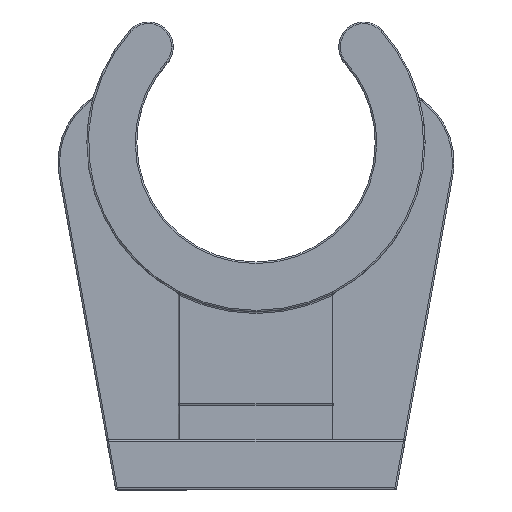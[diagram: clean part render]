
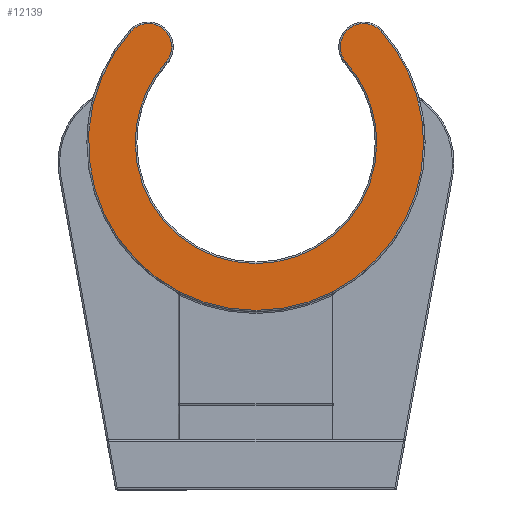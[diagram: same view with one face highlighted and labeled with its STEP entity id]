
A CAD part, top view. The second image highlights one B-rep face of the part: STEP entity #12139.
In plain terms, the highlighted planar face has unit normal (0, 0, 1).
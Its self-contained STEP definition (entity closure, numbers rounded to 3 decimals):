
#38 = VERTEX_POINT ( 'NONE', #7831 ) ;
#389 = CARTESIAN_POINT ( 'NONE',  ( 8.03, 7.147, 6.85 ) ) ;
#859 = CARTESIAN_POINT ( 'NONE',  ( 0., 0., 6.85 ) ) ;
#1130 = DIRECTION ( 'NONE',  ( 1., 0., 0. ) ) ;
#1844 = VERTEX_POINT ( 'NONE', #6359 ) ;
#1886 = AXIS2_PLACEMENT_3D ( 'NONE', #859, #15406, #2301 ) ;
#2261 = DIRECTION ( 'NONE',  ( 1., 0., 0. ) ) ;
#2301 = DIRECTION ( 'NONE',  ( 1., 0., 0. ) ) ;
#3288 = ORIENTED_EDGE ( 'NONE', *, *, #10450, .T. ) ;
#3344 = CARTESIAN_POINT ( 'NONE',  ( 0., 0., 6.85 ) ) ;
#3415 = CIRCLE ( 'NONE', #12413, 1.5 ) ;
#3597 = CIRCLE ( 'NONE', #3811, 10.75 ) ;
#3626 = VERTEX_POINT ( 'NONE', #10846 ) ;
#3811 = AXIS2_PLACEMENT_3D ( 'NONE', #14668, #4498, #11842 ) ;
#3922 = DIRECTION ( 'NONE',  ( 1., 0., 0. ) ) ;
#4159 = AXIS2_PLACEMENT_3D ( 'NONE', #9693, #6684, #2261 ) ;
#4498 = DIRECTION ( 'NONE',  ( 0., 0., 1. ) ) ;
#4672 = ORIENTED_EDGE ( 'NONE', *, *, #16306, .T. ) ;
#5106 = CARTESIAN_POINT ( 'NONE',  ( -5.789, 5.153, 6.85 ) ) ;
#5538 = AXIS2_PLACEMENT_3D ( 'NONE', #13461, #13573, #16385 ) ;
#5699 = CIRCLE ( 'NONE', #15070, 10.75 ) ;
#6072 = DIRECTION ( 'NONE',  ( 0., 0., 1. ) ) ;
#6200 = DIRECTION ( 'NONE',  ( 0., 0., 1. ) ) ;
#6359 = CARTESIAN_POINT ( 'NONE',  ( 4.9, -9.568, 6.85 ) ) ;
#6522 = CARTESIAN_POINT ( 'NONE',  ( -5.409, 6.15, 6.85 ) ) ;
#6589 = CIRCLE ( 'NONE', #4159, 10.75 ) ;
#6683 = DIRECTION ( 'NONE',  ( 0., 0., -1. ) ) ;
#6684 = DIRECTION ( 'NONE',  ( 0., 0., 1. ) ) ;
#7156 = EDGE_CURVE ( 'NONE', #1844, #3626, #6589, .T. ) ;
#7205 = EDGE_CURVE ( 'NONE', #3626, #12290, #5699, .T. ) ;
#7505 = VERTEX_POINT ( 'NONE', #15030 ) ;
#7831 = CARTESIAN_POINT ( 'NONE',  ( -7.75, 0., 6.85 ) ) ;
#7903 = DIRECTION ( 'NONE',  ( 1., 0., 0. ) ) ;
#7982 = CIRCLE ( 'NONE', #9216, 10.75 ) ;
#8093 = EDGE_CURVE ( 'NONE', #12290, #11156, #3415, .T. ) ;
#8195 = AXIS2_PLACEMENT_3D ( 'NONE', #11708, #13160, #8850 ) ;
#8612 = CARTESIAN_POINT ( 'NONE',  ( 7.75, 0., 6.85 ) ) ;
#8784 = AXIS2_PLACEMENT_3D ( 'NONE', #18466, #6683, #1130 ) ;
#8801 = ORIENTED_EDGE ( 'NONE', *, *, #15461, .T. ) ;
#8850 = DIRECTION ( 'NONE',  ( 1., 0., 0. ) ) ;
#9181 = ORIENTED_EDGE ( 'NONE', *, *, #13796, .T. ) ;
#9216 = AXIS2_PLACEMENT_3D ( 'NONE', #3344, #6200, #16340 ) ;
#9334 = CARTESIAN_POINT ( 'NONE',  ( -8.03, 7.147, 6.85 ) ) ;
#9493 = CIRCLE ( 'NONE', #8784, 7.75 ) ;
#9588 = VERTEX_POINT ( 'NONE', #9334 ) ;
#9630 = DIRECTION ( 'NONE',  ( 1., 0., 0. ) ) ;
#9657 = VERTEX_POINT ( 'NONE', #6522 ) ;
#9693 = CARTESIAN_POINT ( 'NONE',  ( 0., 0., 6.85 ) ) ;
#9705 = EDGE_CURVE ( 'NONE', #7505, #1844, #3597, .T. ) ;
#10061 = EDGE_CURVE ( 'NONE', #11156, #18767, #9493, .T. ) ;
#10305 = ORIENTED_EDGE ( 'NONE', *, *, #7205, .T. ) ;
#10337 = CARTESIAN_POINT ( 'NONE',  ( -6.909, 6.15, 6.85 ) ) ;
#10450 = EDGE_CURVE ( 'NONE', #18767, #38, #16049, .T. ) ;
#10846 = CARTESIAN_POINT ( 'NONE',  ( 10.75, 0., 6.85 ) ) ;
#11065 = CARTESIAN_POINT ( 'NONE',  ( 0., 0., 6.85 ) ) ;
#11073 = CARTESIAN_POINT ( 'NONE',  ( -6.909, 6.15, 6.85 ) ) ;
#11146 = CARTESIAN_POINT ( 'NONE',  ( 5.789, 5.153, 6.85 ) ) ;
#11156 = VERTEX_POINT ( 'NONE', #11146 ) ;
#11708 = CARTESIAN_POINT ( 'NONE',  ( 0., 0., 6.85 ) ) ;
#11842 = DIRECTION ( 'NONE',  ( 1., 0., 0. ) ) ;
#11860 = CIRCLE ( 'NONE', #18047, 1.5 ) ;
#11924 = FACE_OUTER_BOUND ( 'NONE', #16723, .T. ) ;
#12139 = ADVANCED_FACE ( 'NONE', ( #11924 ), #16966, .T. ) ;
#12290 = VERTEX_POINT ( 'NONE', #389 ) ;
#12397 = VERTEX_POINT ( 'NONE', #5106 ) ;
#12413 = AXIS2_PLACEMENT_3D ( 'NONE', #16078, #6072, #14664 ) ;
#12882 = ORIENTED_EDGE ( 'NONE', *, *, #9705, .T. ) ;
#12918 = ORIENTED_EDGE ( 'NONE', *, *, #7156, .T. ) ;
#13160 = DIRECTION ( 'NONE',  ( 0., 0., -1. ) ) ;
#13240 = CIRCLE ( 'NONE', #8195, 7.75 ) ;
#13461 = CARTESIAN_POINT ( 'NONE',  ( -6.909, 6.15, 6.85 ) ) ;
#13478 = ORIENTED_EDGE ( 'NONE', *, *, #8093, .T. ) ;
#13573 = DIRECTION ( 'NONE',  ( 0., 0., 1. ) ) ;
#13711 = EDGE_CURVE ( 'NONE', #38, #12397, #13240, .T. ) ;
#13796 = EDGE_CURVE ( 'NONE', #9657, #9588, #16431, .T. ) ;
#14118 = AXIS2_PLACEMENT_3D ( 'NONE', #11073, #15368, #3922 ) ;
#14664 = DIRECTION ( 'NONE',  ( 1., 0., 0. ) ) ;
#14668 = CARTESIAN_POINT ( 'NONE',  ( 0., 0., 6.85 ) ) ;
#14785 = ORIENTED_EDGE ( 'NONE', *, *, #13711, .T. ) ;
#14943 = ORIENTED_EDGE ( 'NONE', *, *, #10061, .T. ) ;
#15030 = CARTESIAN_POINT ( 'NONE',  ( -4.9, -9.568, 6.85 ) ) ;
#15070 = AXIS2_PLACEMENT_3D ( 'NONE', #11065, #16711, #9630 ) ;
#15368 = DIRECTION ( 'NONE',  ( 0., 0., 1. ) ) ;
#15406 = DIRECTION ( 'NONE',  ( 0., 0., -1. ) ) ;
#15461 = EDGE_CURVE ( 'NONE', #12397, #9657, #11860, .T. ) ;
#16049 = CIRCLE ( 'NONE', #1886, 7.75 ) ;
#16078 = CARTESIAN_POINT ( 'NONE',  ( 6.909, 6.15, 6.85 ) ) ;
#16306 = EDGE_CURVE ( 'NONE', #9588, #7505, #7982, .T. ) ;
#16340 = DIRECTION ( 'NONE',  ( 1., 0., 0. ) ) ;
#16385 = DIRECTION ( 'NONE',  ( 1., 0., 0. ) ) ;
#16431 = CIRCLE ( 'NONE', #5538, 1.5 ) ;
#16463 = DIRECTION ( 'NONE',  ( 0., 0., 1. ) ) ;
#16711 = DIRECTION ( 'NONE',  ( 0., 0., 1. ) ) ;
#16723 = EDGE_LOOP ( 'NONE', ( #4672, #12882, #12918, #10305, #13478, #14943, #3288, #14785, #8801, #9181 ) ) ;
#16966 = PLANE ( 'NONE',  #14118 ) ;
#18047 = AXIS2_PLACEMENT_3D ( 'NONE', #10337, #16463, #7903 ) ;
#18466 = CARTESIAN_POINT ( 'NONE',  ( 0., 0., 6.85 ) ) ;
#18767 = VERTEX_POINT ( 'NONE', #8612 ) ;
